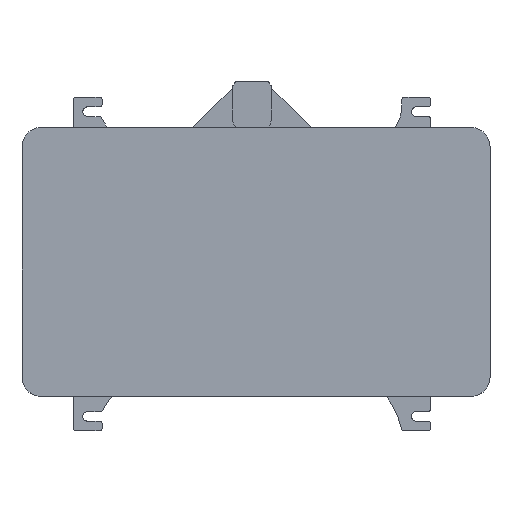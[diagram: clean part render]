
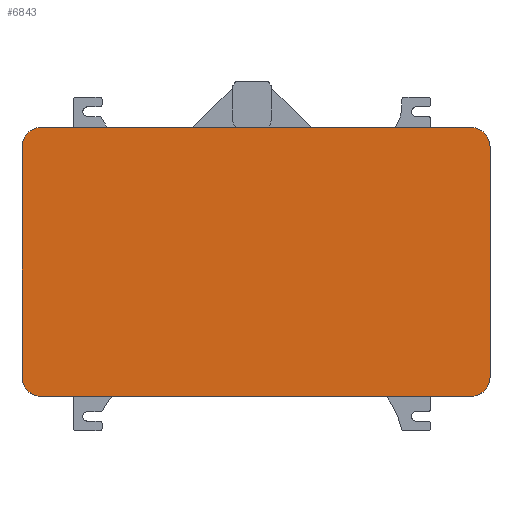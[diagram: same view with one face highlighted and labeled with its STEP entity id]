
A CAD part, top view. The second image highlights one B-rep face of the part: STEP entity #6843.
In plain terms, the highlighted planar face has unit normal (0, 0, 1).
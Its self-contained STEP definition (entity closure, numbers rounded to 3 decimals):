
#204=CIRCLE('',#7288,8.);
#205=CIRCLE('',#7291,8.);
#206=CIRCLE('',#7294,8.);
#207=CIRCLE('',#7297,8.);
#593=FACE_OUTER_BOUND('',#1013,.T.);
#1013=EDGE_LOOP('',(#4987,#4988,#4989,#4990,#4991,#4992,#4993,#4994));
#1577=LINE('',#10382,#2299);
#1580=LINE('',#10390,#2302);
#1583=LINE('',#10398,#2305);
#1586=LINE('',#10405,#2308);
#2299=VECTOR('',#8321,10.);
#2302=VECTOR('',#8330,10.);
#2305=VECTOR('',#8339,10.);
#2308=VECTOR('',#8348,10.);
#2969=VERTEX_POINT('',#10375);
#2970=VERTEX_POINT('',#10377);
#2971=VERTEX_POINT('',#10381);
#2972=VERTEX_POINT('',#10385);
#2973=VERTEX_POINT('',#10389);
#2974=VERTEX_POINT('',#10393);
#2975=VERTEX_POINT('',#10397);
#2976=VERTEX_POINT('',#10401);
#3705=EDGE_CURVE('',#2970,#2969,#204,.T.);
#3707=EDGE_CURVE('',#2971,#2970,#1577,.T.);
#3709=EDGE_CURVE('',#2972,#2971,#205,.T.);
#3711=EDGE_CURVE('',#2973,#2972,#1580,.T.);
#3713=EDGE_CURVE('',#2974,#2973,#206,.T.);
#3715=EDGE_CURVE('',#2975,#2974,#1583,.T.);
#3717=EDGE_CURVE('',#2976,#2975,#207,.T.);
#3719=EDGE_CURVE('',#2969,#2976,#1586,.T.);
#4987=ORIENTED_EDGE('',*,*,#3719,.T.);
#4988=ORIENTED_EDGE('',*,*,#3717,.T.);
#4989=ORIENTED_EDGE('',*,*,#3715,.T.);
#4990=ORIENTED_EDGE('',*,*,#3713,.T.);
#4991=ORIENTED_EDGE('',*,*,#3711,.T.);
#4992=ORIENTED_EDGE('',*,*,#3709,.T.);
#4993=ORIENTED_EDGE('',*,*,#3707,.T.);
#4994=ORIENTED_EDGE('',*,*,#3705,.T.);
#6550=PLANE('',#7299);
#6843=ADVANCED_FACE('',(#593),#6550,.T.);
#7288=AXIS2_PLACEMENT_3D('',#10378,#8316,#8317);
#7291=AXIS2_PLACEMENT_3D('',#10386,#8325,#8326);
#7294=AXIS2_PLACEMENT_3D('',#10394,#8334,#8335);
#7297=AXIS2_PLACEMENT_3D('',#10402,#8343,#8344);
#7299=AXIS2_PLACEMENT_3D('',#10406,#8349,#8350);
#8316=DIRECTION('center_axis',(0.,0.,
1.));
#8317=DIRECTION('ref_axis',(1.,0.,0.));
#8321=DIRECTION('',(0.,-1.,0.));
#8325=DIRECTION('center_axis',(0.,0.,
1.));
#8326=DIRECTION('ref_axis',(0.,-1.,0.));
#8330=DIRECTION('',(-1.,0.,0.));
#8334=DIRECTION('center_axis',(0.,0.,
1.));
#8335=DIRECTION('ref_axis',(-1.,0.,0.));
#8339=DIRECTION('',(0.,1.,0.));
#8343=DIRECTION('center_axis',(0.,0.,
1.));
#8344=DIRECTION('ref_axis',(0.,1.,0.));
#8348=DIRECTION('',(1.,0.,0.));
#8349=DIRECTION('center_axis',(0.,0.,
1.));
#8350=DIRECTION('ref_axis',(1.,0.,0.));
#10375=CARTESIAN_POINT('',(-154.398,-69.379,2.608));
#10377=CARTESIAN_POINT('',(-162.398,-61.379,2.608));
#10378=CARTESIAN_POINT('Origin',(-154.398,-61.379,2.608));
#10381=CARTESIAN_POINT('',(-162.398,115.621,2.608));
#10382=CARTESIAN_POINT('',(-162.398,-61.379,2.608));
#10385=CARTESIAN_POINT('',(-154.398,123.621,2.608));
#10386=CARTESIAN_POINT('Origin',(-154.398,115.621,2.608));
#10389=CARTESIAN_POINT('',(-59.398,123.621,2.608));
#10390=CARTESIAN_POINT('',(-154.398,123.621,2.608));
#10393=CARTESIAN_POINT('',(-51.398,115.621,2.608));
#10394=CARTESIAN_POINT('Origin',(-59.398,115.621,2.608));
#10397=CARTESIAN_POINT('',(-51.398,-61.379,2.608));
#10398=CARTESIAN_POINT('',(-51.398,115.621,2.608));
#10401=CARTESIAN_POINT('',(-59.398,-69.379,2.608));
#10402=CARTESIAN_POINT('Origin',(-59.398,-61.379,2.608));
#10405=CARTESIAN_POINT('',(-59.398,-69.379,2.608));
#10406=CARTESIAN_POINT('Origin',(-106.898,27.121,2.608));
